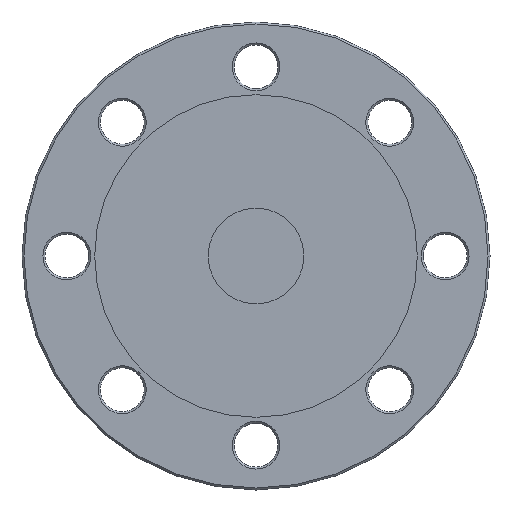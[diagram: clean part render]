
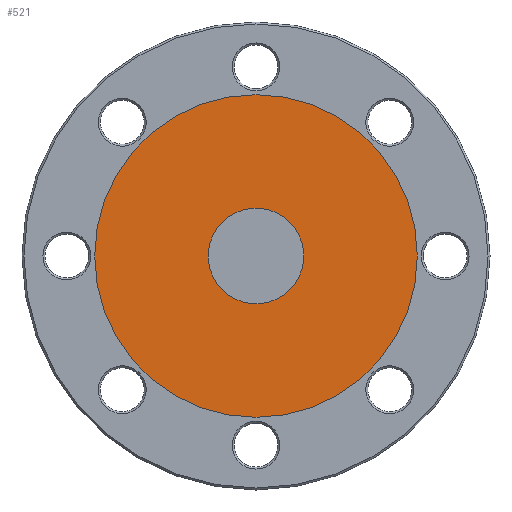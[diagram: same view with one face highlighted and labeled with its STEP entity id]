
A CAD part, front view. The second image highlights one B-rep face of the part: STEP entity #521.
In plain terms, the highlighted planar face has unit normal (0, -1, 0).
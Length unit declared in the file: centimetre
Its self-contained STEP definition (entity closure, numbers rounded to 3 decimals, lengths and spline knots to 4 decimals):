
#37=PLANE('',#604);
#88=FACE_BOUND('',#213,.T.);
#125=FACE_OUTER_BOUND('',#212,.T.);
#212=EDGE_LOOP('',(#432));
#213=EDGE_LOOP('',(#433));
#215=CIRCLE('',#526,2.4);
#257=CIRCLE('',#603,8.1);
#259=VERTEX_POINT('',#773);
#301=VERTEX_POINT('',#892);
#303=EDGE_CURVE('',#259,#259,#215,.T.);
#345=EDGE_CURVE('',#301,#301,#257,.T.);
#432=ORIENTED_EDGE('',*,*,#345,.T.);
#433=ORIENTED_EDGE('',*,*,#303,.T.);
#521=ADVANCED_FACE('',(#125,#88),#37,.T.);
#526=AXIS2_PLACEMENT_3D('',#774,#611,#612);
#603=AXIS2_PLACEMENT_3D('',#893,#765,#766);
#604=AXIS2_PLACEMENT_3D('',#894,#767,#768);
#611=DIRECTION('center_axis',(0.,1.,0.));
#612=DIRECTION('ref_axis',(0.907,0.,0.421));
#765=DIRECTION('center_axis',(0.,-1.,0.));
#766=DIRECTION('ref_axis',(1.,0.,0.));
#767=DIRECTION('center_axis',(0.,-1.,0.));
#768=DIRECTION('ref_axis',(0.,0.,-1.));
#773=CARTESIAN_POINT('',(2.1768,0.,1.0108));
#774=CARTESIAN_POINT('Origin',(0.,0.,
0.));
#892=CARTESIAN_POINT('',(8.1,0.,0.));
#893=CARTESIAN_POINT('Origin',(0.,0.,0.));
#894=CARTESIAN_POINT('Origin',(4.05,0.,0.));
